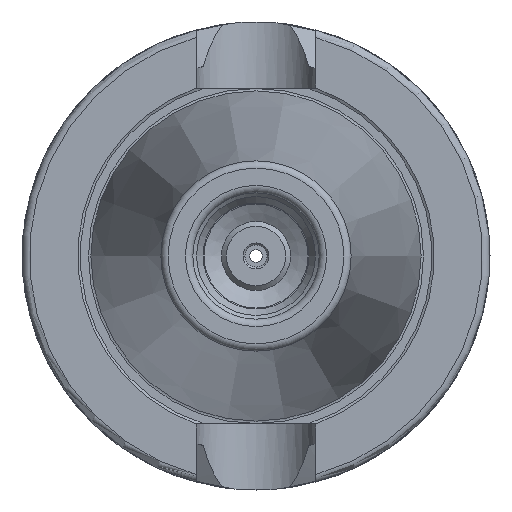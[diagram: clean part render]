
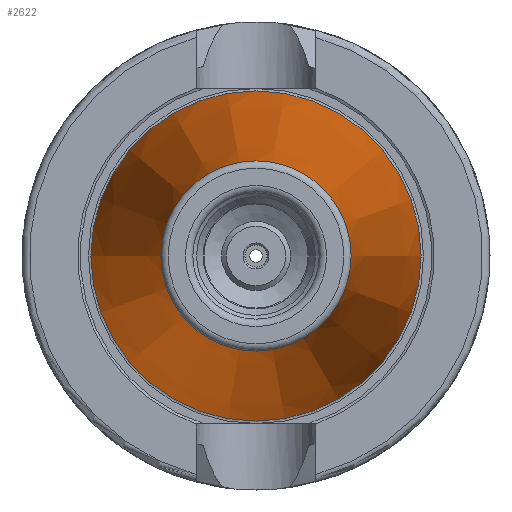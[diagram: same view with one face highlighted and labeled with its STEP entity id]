
A CAD part, left-side view. The second image highlights one B-rep face of the part: STEP entity #2622.
In plain terms, the highlighted conical face has half-angle 8.297 degrees and reference radius 17.519 mm.
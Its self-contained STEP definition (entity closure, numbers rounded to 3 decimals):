
#2588=CARTESIAN_POINT('',(-64.544,12.812,0.0));
#2589=VERTEX_POINT('',#2588);
#2590=CARTESIAN_POINT('',(-64.544,0.0,0.0));
#2591=DIRECTION('',(1.0,0.0,0.0));
#2592=DIRECTION('',(0.0,1.0,0.0));
#2593=AXIS2_PLACEMENT_3D('',#2590,#2591,#2592);
#2594=CIRCLE('',#2593,12.812);
#2595=EDGE_CURVE('',#2589,#2589,#2594,.T.);
#2603=CARTESIAN_POINT('',(-32.272,0.0,0.0));
#2604=DIRECTION('',(1.0,0.0,0.0));
#2605=DIRECTION('',(0.0,1.0,0.0));
#2606=AXIS2_PLACEMENT_3D('',#2603,#2604,#2605);
#2607=CONICAL_SURFACE('',#2606,17.519,8.297);
#2608=CARTESIAN_POINT('',(0.0,22.225,0.0));
#2609=VERTEX_POINT('',#2608);
#2610=CARTESIAN_POINT('',(0.0,0.0,0.0));
#2611=DIRECTION('',(1.0,0.0,0.0));
#2612=DIRECTION('',(0.0,1.0,0.0));
#2613=AXIS2_PLACEMENT_3D('',#2610,#2611,#2612);
#2614=CIRCLE('',#2613,22.225);
#2615=EDGE_CURVE('',#2609,#2609,#2614,.T.);
#2616=ORIENTED_EDGE('',*,*,#2615,.F.);
#2617=EDGE_LOOP('',(#2616));
#2618=FACE_OUTER_BOUND('',#2617,.T.);
#2619=ORIENTED_EDGE('',*,*,#2595,.T.);
#2620=EDGE_LOOP('',(#2619));
#2621=FACE_BOUND('',#2620,.T.);
#2622=ADVANCED_FACE('',(#2618,#2621),#2607,.T.);
